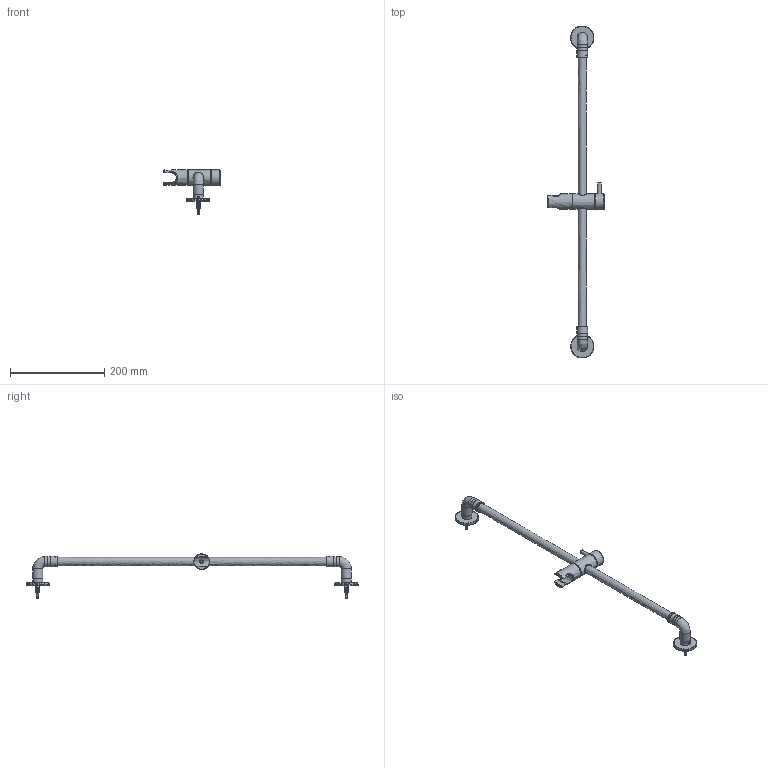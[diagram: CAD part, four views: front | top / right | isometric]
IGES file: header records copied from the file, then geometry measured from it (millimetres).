
Global section: file name: T2070; native system: Autodesk Inventor 2020; preprocessor: unknown; author: adaniels; date: 20221128.115222; units: millimetre
Bounding box: 119.1 x 704.5 x 93.97 mm (x, y, z)
Volume: 152352.7 mm3; surface area: 122711.9 mm2
Topology: 17 solids, 17 shells, 681 faces, 1969 edges, 1337 vertices
Faces by surface type: bspline 681
